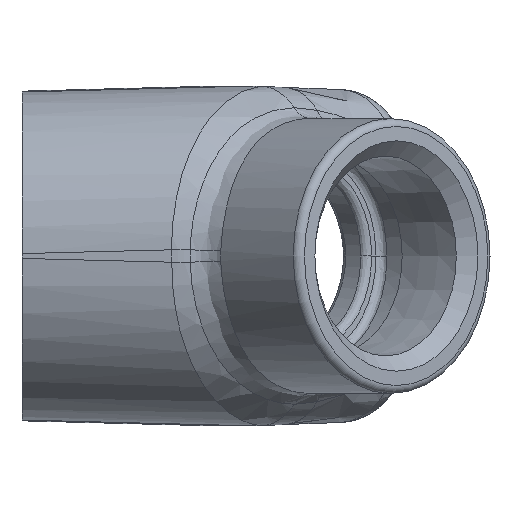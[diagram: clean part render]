
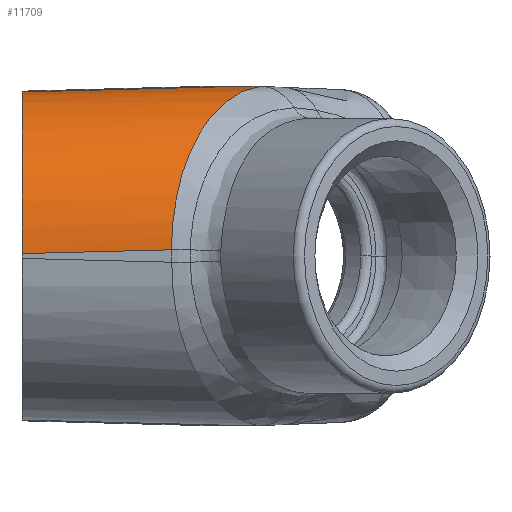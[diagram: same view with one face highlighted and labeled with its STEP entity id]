
A CAD part, left-side view. The second image highlights one B-rep face of the part: STEP entity #11709.
In plain terms, the highlighted cylindrical face has radius 31.75 mm (diameter 63.5 mm), a partial arc.
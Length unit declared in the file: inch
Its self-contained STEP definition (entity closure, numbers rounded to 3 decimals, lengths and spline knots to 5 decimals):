
#500=B_SPLINE_CURVE_WITH_KNOTS('',3,(#25088,#25089,#25090,#25091),
 .UNSPECIFIED.,.F.,.F.,(4,4),(0.09532,0.11915),
 .UNSPECIFIED.);
#1579=FACE_OUTER_BOUND('',#2314,.T.);
#2314=EDGE_LOOP('',(#9865,#9866,#9867,#9868,#9869,#9870));
#2712=ELLIPSE('',#12290,1.25158,1.25);
#2736=ELLIPSE('',#12572,1.42669,1.25);
#2741=ELLIPSE('',#12609,25.00618,1.25);
#3225=LINE('',#24646,#4090);
#3254=LINE('',#25086,#4119);
#4090=VECTOR('',#14459,0.3937);
#4119=VECTOR('',#14558,0.3937);
#5060=VERTEX_POINT('',#18762);
#5061=VERTEX_POINT('',#18764);
#5545=VERTEX_POINT('',#24587);
#5547=VERTEX_POINT('',#24635);
#5590=VERTEX_POINT('',#25085);
#5591=VERTEX_POINT('',#25087);
#6308=EDGE_CURVE('',#5061,#5060,#2712,.T.);
#7035=EDGE_CURVE('',#5547,#5545,#2736,.T.);
#7036=EDGE_CURVE('',#5060,#5545,#3225,.T.);
#7101=EDGE_CURVE('',#5590,#5061,#3254,.T.);
#7102=EDGE_CURVE('',#5591,#5547,#500,.T.);
#7103=EDGE_CURVE('',#5591,#5590,#2741,.T.);
#9865=ORIENTED_EDGE('',*,*,#7101,.T.);
#9866=ORIENTED_EDGE('',*,*,#6308,.T.);
#9867=ORIENTED_EDGE('',*,*,#7036,.T.);
#9868=ORIENTED_EDGE('',*,*,#7035,.F.);
#9869=ORIENTED_EDGE('',*,*,#7102,.F.);
#9870=ORIENTED_EDGE('',*,*,#7103,.T.);
#11291=CYLINDRICAL_SURFACE('',#12608,1.25);
#11709=ADVANCED_FACE('',(#1579),#11291,.T.);
#12290=AXIS2_PLACEMENT_3D('',#18765,#13531,#13532);
#12572=AXIS2_PLACEMENT_3D('',#24644,#14455,#14456);
#12608=AXIS2_PLACEMENT_3D('',#25084,#14556,#14557);
#12609=AXIS2_PLACEMENT_3D('',#25092,#14559,#14560);
#13531=DIRECTION('center_axis',(0.,-1.,0.));
#13532=DIRECTION('ref_axis',(-0.867,0.,0.498));
#14455=DIRECTION('center_axis',(-0.52,-0.854,0.009));
#14456=DIRECTION('ref_axis',(-0.854,0.519,-0.036));
#14459=DIRECTION('',(-0.044,-0.999,0.025));
#14556=DIRECTION('center_axis',(-0.044,-0.999,
0.025));
#14557=DIRECTION('ref_axis',(-0.715,0.049,0.697));
#14558=DIRECTION('',(0.044,0.999,-0.025));
#14559=DIRECTION('center_axis',(-0.026,0.026,
-0.999));
#14560=DIRECTION('ref_axis',(0.045,0.999,0.025));
#18762=CARTESIAN_POINT('',(-4.5625,1.46875,0.01885));
#18764=CARTESIAN_POINT('',(-3.34545,1.46875,1.26745));
#18765=CARTESIAN_POINT('Origin',(-3.31131,1.46875,0.01749));
#24587=CARTESIAN_POINT('',(-4.61304,0.31118,0.04784));
#24635=CARTESIAN_POINT('',(-3.46179,-0.37604,1.3122));
#24644=CARTESIAN_POINT('Origin',(-3.39421,-0.42994,0.06503));
#24646=CARTESIAN_POINT('',(-4.62646,0.00372,0.05554));
#25084=CARTESIAN_POINT('Origin',(-3.37765,-0.0508,
0.05554));
#25085=CARTESIAN_POINT('',(-3.42399,-0.33024,1.3125));
#25086=CARTESIAN_POINT('',(-3.41036,-0.01809,1.30468));
#25087=CARTESIAN_POINT('',(-3.45554,-0.36861,1.31232));
#25088=CARTESIAN_POINT('Ctrl Pts',(-3.45554,-0.36861,
1.31232));
#25089=CARTESIAN_POINT('Ctrl Pts',(-3.4574,-0.37126,
1.3123));
#25090=CARTESIAN_POINT('Ctrl Pts',(-3.4595,-0.37375,
1.31226));
#25091=CARTESIAN_POINT('Ctrl Pts',(-3.46179,-0.37604,
1.3122));
#25092=CARTESIAN_POINT('Origin',(-4.47871,-25.26911,0.68707));
